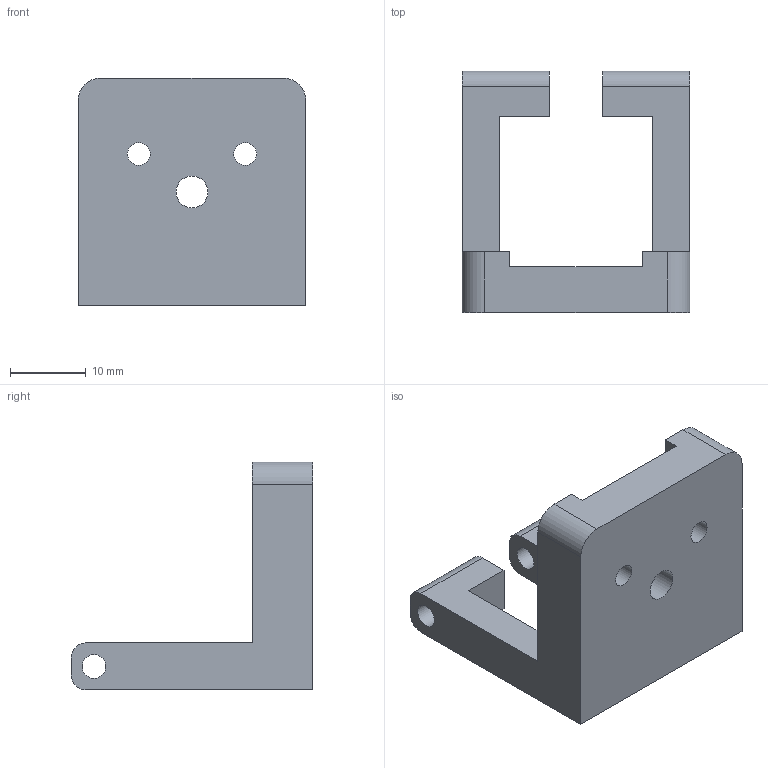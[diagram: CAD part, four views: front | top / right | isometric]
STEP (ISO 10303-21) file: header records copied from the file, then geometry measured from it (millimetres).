
FILE_DESCRIPTION(('FreeCAD Model'),'2;1');
FILE_NAME('Open CASCADE Shape Model','2021-07-13T20:27:06',('Author'),( ''),'Open CASCADE STEP processor 7.4','FreeCAD','Unknown');
FILE_SCHEMA(('AUTOMOTIVE_DESIGN { 1 0 10303 214 1 1 1 1 }'));
Length unit declared in the file: millimetre
Products named in the file (1): Fillet001
Bounding box: 30 x 31.8 x 30 mm (x, y, z)
Volume: 7431.7 mm3; surface area: 4508.3 mm2
Topology: 1 solids, 1 shells, 37 faces, 98 edges, 64 vertices
Faces by surface type: plane 25, cylinder 12
Full cylindrical faces by diameter (mm): 3 x2, 3.1 x2, 4.2 x1, 11 x1
Entity records: 2477 total; most frequent: CARTESIAN_POINT 478, DIRECTION 367, LINE 230, VECTOR 230, ORIENTED_EDGE 196, PCURVE 196, DEFINITIONAL_REPRESENTATION 196, EDGE_CURVE 98
